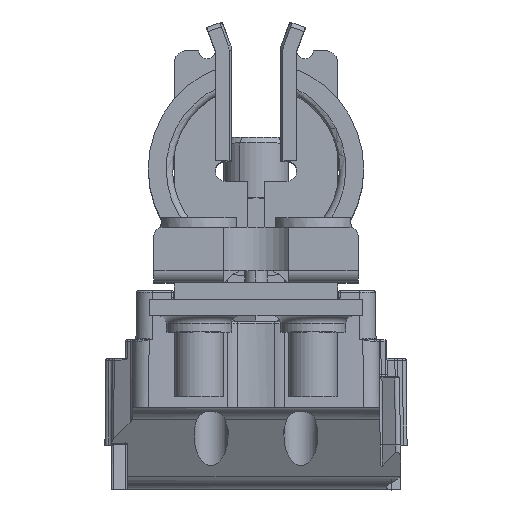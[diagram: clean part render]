
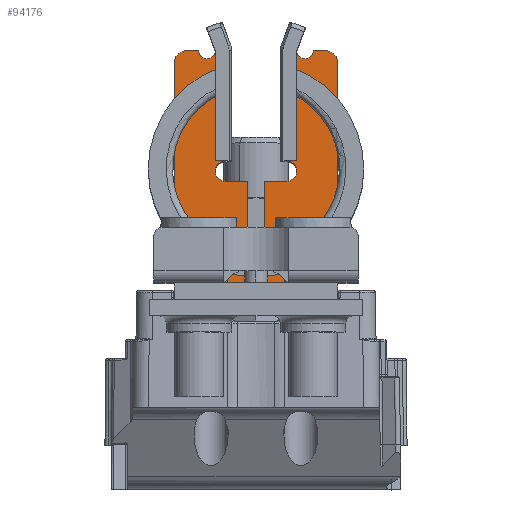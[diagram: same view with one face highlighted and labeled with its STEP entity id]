
A CAD part, top view. The second image highlights one B-rep face of the part: STEP entity #94176.
In plain terms, the highlighted planar face has unit normal (0, 0, 1).
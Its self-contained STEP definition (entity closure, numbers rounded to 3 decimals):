
#91147=DIRECTION('',(-1.,0.,0.));
#91148=VECTOR('',#91147,2.75);
#91149=CARTESIAN_POINT('',(-1.,14.5,2.));
#91150=LINE('',#91149,#91148);
#91154=DIRECTION('',(0.,1.,0.));
#91155=VECTOR('',#91154,7.984);
#91156=CARTESIAN_POINT('',(-1.,6.516,2.));
#91157=LINE('',#91156,#91155);
#91182=DIRECTION('',(0.,-1.,0.));
#91183=VECTOR('',#91182,7.984);
#91184=CARTESIAN_POINT('',(1.,14.5,2.));
#91185=LINE('',#91184,#91183);
#91189=DIRECTION('',(-1.,0.,0.));
#91190=VECTOR('',#91189,2.75);
#91191=CARTESIAN_POINT('',(3.75,14.5,2.));
#91192=LINE('',#91191,#91190);
#91274=DIRECTION('',(-1.,0.,0.));
#91275=VECTOR('',#91274,1.5);
#91276=CARTESIAN_POINT('',(8.5,30.5,2.));
#91277=LINE('',#91276,#91275);
#91309=DIRECTION('',(0.,1.,0.));
#91310=VECTOR('',#91309,27.);
#91311=CARTESIAN_POINT('',(10.,2.,2.));
#91312=LINE('',#91311,#91310);
#91513=DIRECTION('',(1.,0.,0.));
#91514=VECTOR('',#91513,20.);
#91515=CARTESIAN_POINT('',(-10.,2.,2.));
#91516=LINE('',#91515,#91514);
#91634=DIRECTION('',(0.,-1.,0.));
#91635=VECTOR('',#91634,27.);
#91636=CARTESIAN_POINT('',(-10.,29.,2.));
#91637=LINE('',#91636,#91635);
#91669=DIRECTION('',(-1.,0.,0.));
#91670=VECTOR('',#91669,1.5);
#91671=CARTESIAN_POINT('',(-7.,30.5,2.));
#91672=LINE('',#91671,#91670);
#91821=DIRECTION('',(-1.,0.,0.));
#91822=VECTOR('',#91821,1.25);
#91823=CARTESIAN_POINT('',(-3.75,17.,2.));
#91824=LINE('',#91823,#91822);
#91950=DIRECTION('',(-0.707,0.707,0.));
#91951=VECTOR('',#91950,0.707);
#91952=CARTESIAN_POINT('',(5.,25.,2.));
#91953=LINE('',#91952,#91951);
#91957=CARTESIAN_POINT('',(6.,30.5,2.));
#91958=DIRECTION('',(0.,0.,1.));
#91959=DIRECTION('',(-1.,0.,0.));
#91960=AXIS2_PLACEMENT_3D('',#91957,#91958,#91959);
#91965=CARTESIAN_POINT('',(8.5,29.,2.));
#91966=DIRECTION('',(0.,0.,-1.));
#91967=DIRECTION('',(0.,1.,0.));
#91968=AXIS2_PLACEMENT_3D('',#91965,#91966,#91967);
#91973=CARTESIAN_POINT('',(-8.5,29.,2.));
#91974=DIRECTION('',(0.,0.,-1.));
#91975=DIRECTION('',(-1.,0.,0.));
#91976=AXIS2_PLACEMENT_3D('',#91973,#91974,#91975);
#91981=CARTESIAN_POINT('',(-6.,30.5,2.));
#91982=DIRECTION('',(0.,0.,1.));
#91983=DIRECTION('',(-1.,0.,0.));
#91984=AXIS2_PLACEMENT_3D('',#91981,#91982,#91983);
#91989=DIRECTION('',(0.,-1.,0.));
#91990=VECTOR('',#91989,2.);
#91991=CARTESIAN_POINT('',(-5.,30.5,2.));
#91992=LINE('',#91991,#91990);
#91996=DIRECTION('',(-0.707,-0.707,0.));
#91997=VECTOR('',#91996,0.707);
#91998=CARTESIAN_POINT('',(-4.5,25.5,2.));
#91999=LINE('',#91998,#91997);
#92003=DIRECTION('',(0.,-1.,0.));
#92004=VECTOR('',#92003,8.);
#92005=CARTESIAN_POINT('',(-5.,25.,2.));
#92006=LINE('',#92005,#92004);
#92010=CARTESIAN_POINT('',(-3.75,15.75,2.));
#92011=DIRECTION('',(0.,0.,1.));
#92012=DIRECTION('',(0.,1.,0.));
#92013=AXIS2_PLACEMENT_3D('',#92010,#92011,#92012);
#92018=CARTESIAN_POINT('',(-3.75,15.75,2.));
#92019=DIRECTION('',(0.,0.,1.));
#92020=DIRECTION('',(-1.,0.,0.));
#92021=AXIS2_PLACEMENT_3D('',#92018,#92019,#92020);
#92026=CARTESIAN_POINT('',(0.,4.5,2.));
#92027=DIRECTION('',(0.,0.,1.));
#92028=DIRECTION('',(-0.444,0.896,0.));
#92029=AXIS2_PLACEMENT_3D('',#92026,#92027,#92028);
#92034=CARTESIAN_POINT('',(0.,4.5,2.));
#92035=DIRECTION('',(0.,0.,1.));
#92036=DIRECTION('',(-1.,0.,0.));
#92037=AXIS2_PLACEMENT_3D('',#92034,#92035,#92036);
#92042=CARTESIAN_POINT('',(0.,4.5,2.));
#92043=DIRECTION('',(0.,0.,1.));
#92044=DIRECTION('',(1.,0.,0.));
#92045=AXIS2_PLACEMENT_3D('',#92042,#92043,#92044);
#92050=CARTESIAN_POINT('',(3.75,15.75,2.));
#92051=DIRECTION('',(0.,0.,1.));
#92052=DIRECTION('',(0.,-1.,0.));
#92053=AXIS2_PLACEMENT_3D('',#92050,#92051,#92052);
#92058=CARTESIAN_POINT('',(3.75,15.75,2.));
#92059=DIRECTION('',(0.,0.,1.));
#92060=DIRECTION('',(1.,0.,0.));
#92061=AXIS2_PLACEMENT_3D('',#92058,#92059,#92060);
#92066=DIRECTION('',(0.,-1.,0.));
#92067=VECTOR('',#92066,8.);
#92068=CARTESIAN_POINT('',(5.,25.,2.));
#92069=LINE('',#92068,#92067);
#92080=DIRECTION('',(0.,-1.,0.));
#92081=VECTOR('',#92080,2.);
#92082=CARTESIAN_POINT('',(5.,30.5,2.));
#92083=LINE('',#92082,#92081);
#92122=DIRECTION('',(-1.,0.,0.));
#92123=VECTOR('',#92122,0.5);
#92124=CARTESIAN_POINT('',(5.,28.5,2.));
#92125=LINE('',#92124,#92123);
#92136=DIRECTION('',(0.,-1.,0.));
#92137=VECTOR('',#92136,3.);
#92138=CARTESIAN_POINT('',(4.5,28.5,2.));
#92139=LINE('',#92138,#92137);
#92157=DIRECTION('',(-1.,0.,0.));
#92158=VECTOR('',#92157,1.25);
#92159=CARTESIAN_POINT('',(5.,17.,2.));
#92160=LINE('',#92159,#92158);
#92421=DIRECTION('',(-1.,0.,0.));
#92422=VECTOR('',#92421,0.5);
#92423=CARTESIAN_POINT('',(-4.5,28.5,2.));
#92424=LINE('',#92423,#92422);
#92428=DIRECTION('',(0.,1.,0.));
#92429=VECTOR('',#92428,3.);
#92430=CARTESIAN_POINT('',(-4.5,25.5,2.));
#92431=LINE('',#92430,#92429);
#92856=CARTESIAN_POINT('',(-3.75,14.5,2.));
#92857=VERTEX_POINT('',#92856);
#92858=CARTESIAN_POINT('',(-5.,15.75,2.));
#92859=VERTEX_POINT('',#92858);
#92860=CARTESIAN_POINT('',(-3.75,17.,2.));
#92861=VERTEX_POINT('',#92860);
#92862=CARTESIAN_POINT('',(-1.,14.5,2.));
#92863=VERTEX_POINT('',#92862);
#92864=CARTESIAN_POINT('',(-1.,6.516,2.));
#92865=VERTEX_POINT('',#92864);
#92866=CARTESIAN_POINT('',(1.,6.516,2.));
#92867=VERTEX_POINT('',#92866);
#92868=CARTESIAN_POINT('',(2.25,4.5,2.));
#92869=VERTEX_POINT('',#92868);
#92870=CARTESIAN_POINT('',(-2.25,4.5,2.));
#92871=VERTEX_POINT('',#92870);
#92872=CARTESIAN_POINT('',(1.,14.5,2.));
#92873=VERTEX_POINT('',#92872);
#92874=CARTESIAN_POINT('',(3.75,14.5,2.));
#92875=VERTEX_POINT('',#92874);
#92877=CARTESIAN_POINT('',(3.75,17.,2.));
#92878=VERTEX_POINT('',#92877);
#92879=CARTESIAN_POINT('',(5.,15.75,2.));
#92880=VERTEX_POINT('',#92879);
#92889=CARTESIAN_POINT('',(7.,30.5,2.));
#92890=VERTEX_POINT('',#92889);
#92891=CARTESIAN_POINT('',(5.,30.5,2.));
#92892=VERTEX_POINT('',#92891);
#92893=CARTESIAN_POINT('',(8.5,30.5,2.));
#92894=VERTEX_POINT('',#92893);
#92895=CARTESIAN_POINT('',(10.,29.,2.));
#92896=VERTEX_POINT('',#92895);
#92901=CARTESIAN_POINT('',(10.,2.,2.));
#92902=VERTEX_POINT('',#92901);
#92959=CARTESIAN_POINT('',(-10.,2.,2.));
#92960=VERTEX_POINT('',#92959);
#92981=CARTESIAN_POINT('',(-10.,29.,2.));
#92982=VERTEX_POINT('',#92981);
#92983=CARTESIAN_POINT('',(-8.5,30.5,2.));
#92984=VERTEX_POINT('',#92983);
#92985=CARTESIAN_POINT('',(-7.,30.5,2.));
#92986=VERTEX_POINT('',#92985);
#92989=CARTESIAN_POINT('',(-5.,30.5,2.));
#92990=VERTEX_POINT('',#92989);
#93013=CARTESIAN_POINT('',(-5.,17.,2.));
#93014=VERTEX_POINT('',#93013);
#93033=CARTESIAN_POINT('',(-5.,28.5,2.));
#93034=VERTEX_POINT('',#93033);
#93035=CARTESIAN_POINT('',(-5.,25.,2.));
#93036=VERTEX_POINT('',#93035);
#93041=CARTESIAN_POINT('',(-4.5,25.5,2.));
#93042=VERTEX_POINT('',#93041);
#93043=CARTESIAN_POINT('',(5.,25.,2.));
#93044=CARTESIAN_POINT('',(5.,17.,2.));
#93045=VERTEX_POINT('',#93043);
#93046=VERTEX_POINT('',#93044);
#93047=CARTESIAN_POINT('',(4.5,25.5,2.));
#93048=VERTEX_POINT('',#93047);
#93049=CARTESIAN_POINT('',(4.5,28.5,2.));
#93050=VERTEX_POINT('',#93049);
#93051=CARTESIAN_POINT('',(5.,28.5,2.));
#93052=VERTEX_POINT('',#93051);
#93053=CARTESIAN_POINT('',(-4.5,28.5,2.));
#93054=VERTEX_POINT('',#93053);
#94129=CARTESIAN_POINT('',(0.,0.,2.));
#94130=DIRECTION('',(0.,0.,1.));
#94131=DIRECTION('',(1.,0.,0.));
#94132=AXIS2_PLACEMENT_3D('',#94129,#94130,#94131);
#94133=PLANE('',#94132);
#94135=ORIENTED_EDGE('',*,*,#94134,.F.);
#94137=ORIENTED_EDGE('',*,*,#94136,.T.);
#94139=ORIENTED_EDGE('',*,*,#94138,.F.);
#94141=ORIENTED_EDGE('',*,*,#94140,.F.);
#94143=ORIENTED_EDGE('',*,*,#94142,.F.);
#94144=ORIENTED_EDGE('',*,*,#93427,.T.);
#94145=ORIENTED_EDGE('',*,*,#93450,.F.);
#94146=ORIENTED_EDGE('',*,*,#93471,.T.);
#94147=ORIENTED_EDGE('',*,*,#93493,.F.);
#94148=ORIENTED_EDGE('',*,*,#93653,.F.);
#94149=ORIENTED_EDGE('',*,*,#93750,.F.);
#94150=ORIENTED_EDGE('',*,*,#93790,.T.);
#94151=ORIENTED_EDGE('',*,*,#93811,.F.);
#94152=ORIENTED_EDGE('',*,*,#93834,.T.);
#94153=ORIENTED_EDGE('',*,*,#94067,.T.);
#94155=ORIENTED_EDGE('',*,*,#94154,.F.);
#94157=ORIENTED_EDGE('',*,*,#94156,.F.);
#94158=ORIENTED_EDGE('',*,*,#94114,.T.);
#94159=ORIENTED_EDGE('',*,*,#94072,.T.);
#94160=ORIENTED_EDGE('',*,*,#93990,.F.);
#94161=ORIENTED_EDGE('',*,*,#93223,.T.);
#94162=ORIENTED_EDGE('',*,*,#93221,.T.);
#94163=ORIENTED_EDGE('',*,*,#93245,.F.);
#94164=ORIENTED_EDGE('',*,*,#93266,.F.);
#94165=ORIENTED_EDGE('',*,*,#93294,.T.);
#94166=ORIENTED_EDGE('',*,*,#93292,.T.);
#94167=ORIENTED_EDGE('',*,*,#93290,.T.);
#94168=ORIENTED_EDGE('',*,*,#93315,.F.);
#94169=ORIENTED_EDGE('',*,*,#93336,.F.);
#94170=ORIENTED_EDGE('',*,*,#93360,.T.);
#94171=ORIENTED_EDGE('',*,*,#93358,.T.);
#94173=ORIENTED_EDGE('',*,*,#94172,.F.);
#94174=EDGE_LOOP('',(#94135,#94137,#94139,#94141,#94143,#94144,#94145,#94146,
#94147,#94148,#94149,#94150,#94151,#94152,#94153,#94155,#94157,#94158,#94159,
#94160,#94161,#94162,#94163,#94164,#94165,#94166,#94167,#94168,#94169,#94170,
#94171,#94173));
#94175=FACE_OUTER_BOUND('',#94174,.F.);
#91961=CIRCLE('',#91960,1.);
#91969=CIRCLE('',#91968,1.5);
#91977=CIRCLE('',#91976,1.5);
#91985=CIRCLE('',#91984,1.);
#92014=CIRCLE('',#92013,1.25);
#92022=CIRCLE('',#92021,1.25);
#92030=CIRCLE('',#92029,2.25);
#92038=CIRCLE('',#92037,2.25);
#92046=CIRCLE('',#92045,2.25);
#92054=CIRCLE('',#92053,1.25);
#92062=CIRCLE('',#92061,1.25);
#93221=EDGE_CURVE('',#92859,#92857,#92022,.T.);
#93223=EDGE_CURVE('',#92861,#92859,#92014,.T.);
#93245=EDGE_CURVE('',#92863,#92857,#91150,.T.);
#93266=EDGE_CURVE('',#92865,#92863,#91157,.T.);
#93290=EDGE_CURVE('',#92869,#92867,#92046,.T.);
#93292=EDGE_CURVE('',#92871,#92869,#92038,.T.);
#93294=EDGE_CURVE('',#92865,#92871,#92030,.T.);
#93315=EDGE_CURVE('',#92873,#92867,#91185,.T.);
#93336=EDGE_CURVE('',#92875,#92873,#91192,.T.);
#93358=EDGE_CURVE('',#92880,#92878,#92062,.T.);
#93360=EDGE_CURVE('',#92875,#92880,#92054,.T.);
#93427=EDGE_CURVE('',#92892,#92890,#91961,.T.);
#93450=EDGE_CURVE('',#92894,#92890,#91277,.T.);
#93471=EDGE_CURVE('',#92894,#92896,#91969,.T.);
#93493=EDGE_CURVE('',#92902,#92896,#91312,.T.);
#93653=EDGE_CURVE('',#92960,#92902,#91516,.T.);
#93750=EDGE_CURVE('',#92982,#92960,#91637,.T.);
#93790=EDGE_CURVE('',#92982,#92984,#91977,.T.);
#93811=EDGE_CURVE('',#92986,#92984,#91672,.T.);
#93834=EDGE_CURVE('',#92986,#92990,#91985,.T.);
#93990=EDGE_CURVE('',#92861,#93014,#91824,.T.);
#94067=EDGE_CURVE('',#92990,#93034,#91992,.T.);
#94072=EDGE_CURVE('',#93036,#93014,#92006,.T.);
#94114=EDGE_CURVE('',#93042,#93036,#91999,.T.);
#94134=EDGE_CURVE('',#93045,#93046,#92069,.T.);
#94136=EDGE_CURVE('',#93045,#93048,#91953,.T.);
#94138=EDGE_CURVE('',#93050,#93048,#92139,.T.);
#94140=EDGE_CURVE('',#93052,#93050,#92125,.T.);
#94142=EDGE_CURVE('',#92892,#93052,#92083,.T.);
#94154=EDGE_CURVE('',#93054,#93034,#92424,.T.);
#94156=EDGE_CURVE('',#93042,#93054,#92431,.T.);
#94172=EDGE_CURVE('',#93046,#92878,#92160,.T.);
#94176=ADVANCED_FACE('',(#94175),#94133,.T.);
